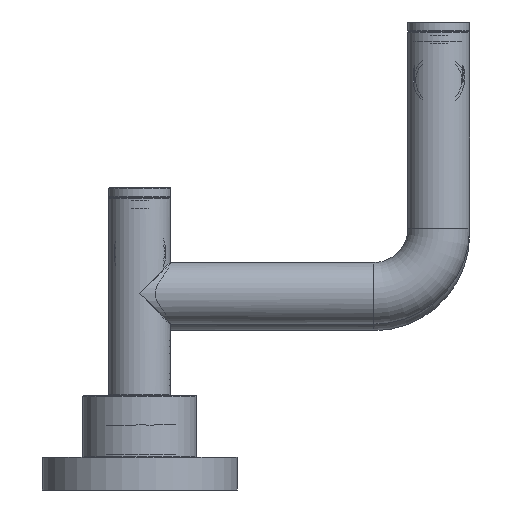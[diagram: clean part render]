
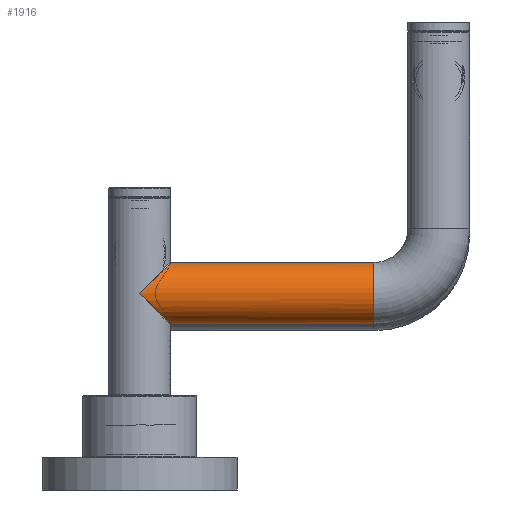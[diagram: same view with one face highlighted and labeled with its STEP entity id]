
A CAD part, left-side view. The second image highlights one B-rep face of the part: STEP entity #1916.
In plain terms, the highlighted cylindrical face has radius 9.5 mm (diameter 19 mm), a full revolution.
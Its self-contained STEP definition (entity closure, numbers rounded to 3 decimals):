
#73=ELLIPSE('',#2213,13.613,9.5);
#74=ELLIPSE('',#2214,13.613,9.5);
#75=ELLIPSE('',#2215,13.613,9.5);
#282=LINE('',#4916,#344);
#344=VECTOR('',#2692,9.5);
#398=CYLINDRICAL_SURFACE('',#2255,9.5);
#473=FACE_OUTER_BOUND('',#607,.T.);
#607=EDGE_LOOP('',(#1550,#1551,#1552,#1553,#1554,#1555));
#765=CIRCLE('',#2256,9.5);
#892=VERTEX_POINT('',#4201);
#893=VERTEX_POINT('',#4202);
#910=VERTEX_POINT('',#4524);
#935=VERTEX_POINT('',#4915);
#1117=EDGE_CURVE('',#892,#910,#73,.T.);
#1118=EDGE_CURVE('',#910,#893,#74,.T.);
#1119=EDGE_CURVE('',#893,#892,#75,.T.);
#1161=EDGE_CURVE('',#910,#935,#282,.T.);
#1162=EDGE_CURVE('',#935,#935,#765,.T.);
#1550=ORIENTED_EDGE('',*,*,#1117,.T.);
#1551=ORIENTED_EDGE('',*,*,#1161,.T.);
#1552=ORIENTED_EDGE('',*,*,#1162,.T.);
#1553=ORIENTED_EDGE('',*,*,#1161,.F.);
#1554=ORIENTED_EDGE('',*,*,#1118,.T.);
#1555=ORIENTED_EDGE('',*,*,#1119,.T.);
#1916=ADVANCED_FACE('',(#473),#398,.T.);
#2213=AXIS2_PLACEMENT_3D('',#4525,#2591,#2592);
#2214=AXIS2_PLACEMENT_3D('',#4526,#2593,#2594);
#2215=AXIS2_PLACEMENT_3D('',#4587,#2595,#2596);
#2255=AXIS2_PLACEMENT_3D('',#4914,#2690,#2691);
#2256=AXIS2_PLACEMENT_3D('',#4917,#2693,#2694);
#2591=DIRECTION('center_axis',(-0.698,0.,
-0.716));
#2592=DIRECTION('ref_axis',(-0.716,0.,0.698));
#2593=DIRECTION('center_axis',(-0.698,0.,
-0.716));
#2594=DIRECTION('ref_axis',(-0.716,0.,0.698));
#2595=DIRECTION('center_axis',(-0.698,0.,
0.716));
#2596=DIRECTION('ref_axis',(-0.716,0.,-0.698));
#2690=DIRECTION('center_axis',(-1.,0.,0.));
#2691=DIRECTION('ref_axis',(0.,0.,-1.));
#2692=DIRECTION('',(-1.,0.,0.));
#2693=DIRECTION('center_axis',(1.,0.,0.));
#2694=DIRECTION('ref_axis',(0.,0.,-1.));
#4201=CARTESIAN_POINT('',(0.,-9.5,1.));
#4202=CARTESIAN_POINT('',(0.,9.5,1.));
#4524=CARTESIAN_POINT('',(-9.75,0.,10.5));
#4525=CARTESIAN_POINT('Origin',(0.,0.,1.));
#4526=CARTESIAN_POINT('Origin',(0.,0.,1.));
#4587=CARTESIAN_POINT('Origin',(0.,0.,1.));
#4914=CARTESIAN_POINT('Origin',(-72.,0.,1.));
#4915=CARTESIAN_POINT('',(-72.,0.,10.5));
#4916=CARTESIAN_POINT('',(-72.,0.,10.5));
#4917=CARTESIAN_POINT('Origin',(-72.,0.,1.));
